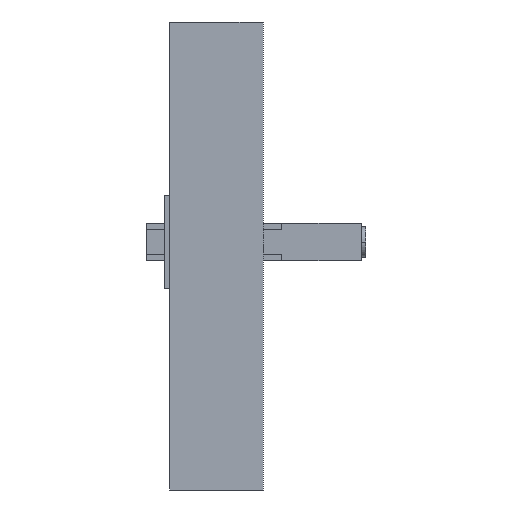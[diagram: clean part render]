
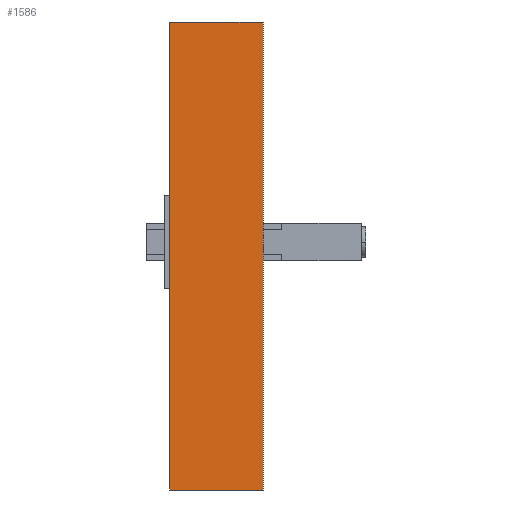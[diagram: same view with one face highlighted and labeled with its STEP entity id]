
A CAD part, left-side view. The second image highlights one B-rep face of the part: STEP entity #1586.
In plain terms, the highlighted planar face has unit normal (-1, 0, 0).
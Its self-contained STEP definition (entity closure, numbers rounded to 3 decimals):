
#1199 = VERTEX_POINT('',#1200);
#1200 = CARTESIAN_POINT('',(0.,2000.,0.));
#1224 = VERTEX_POINT('',#1225);
#1225 = CARTESIAN_POINT('',(0.,2000.,10000.));
#1231 = EDGE_CURVE('',#1224,#1199,#1232,.T.);
#1232 = LINE('',#1233,#1234);
#1233 = CARTESIAN_POINT('',(0.,2000.,10000.));
#1234 = VECTOR('',#1235,1.);
#1235 = DIRECTION('',(0.,0.,-1.));
#1421 = EDGE_CURVE('',#1224,#1422,#1424,.T.);
#1422 = VERTEX_POINT('',#1423);
#1423 = CARTESIAN_POINT('',(0.,0.,10000.));
#1424 = LINE('',#1425,#1426);
#1425 = CARTESIAN_POINT('',(0.,2000.,10000.));
#1426 = VECTOR('',#1427,1.);
#1427 = DIRECTION('',(0.,-1.,0.));
#1497 = EDGE_CURVE('',#1199,#1498,#1500,.T.);
#1498 = VERTEX_POINT('',#1499);
#1499 = CARTESIAN_POINT('',(0.,0.,0.));
#1500 = LINE('',#1501,#1502);
#1501 = CARTESIAN_POINT('',(0.,2000.,0.));
#1502 = VECTOR('',#1503,1.);
#1503 = DIRECTION('',(0.,-1.,0.));
#1586 = ADVANCED_FACE('',(#1587),#1598,.F.);
#1587 = FACE_BOUND('',#1588,.T.);
#1588 = EDGE_LOOP('',(#1589,#1590,#1596,#1597));
#1589 = ORIENTED_EDGE('',*,*,#1497,.T.);
#1590 = ORIENTED_EDGE('',*,*,#1591,.F.);
#1591 = EDGE_CURVE('',#1422,#1498,#1592,.T.);
#1592 = LINE('',#1593,#1594);
#1593 = CARTESIAN_POINT('',(0.,0.,10000.));
#1594 = VECTOR('',#1595,1.);
#1595 = DIRECTION('',(0.,0.,-1.));
#1596 = ORIENTED_EDGE('',*,*,#1421,.F.);
#1597 = ORIENTED_EDGE('',*,*,#1231,.T.);
#1598 = PLANE('',#1599);
#1599 = AXIS2_PLACEMENT_3D('',#1600,#1601,#1602);
#1600 = CARTESIAN_POINT('',(0.,2000.,10000.));
#1601 = DIRECTION('',(1.,0.,0.));
#1602 = DIRECTION('',(0.,1.,0.));
